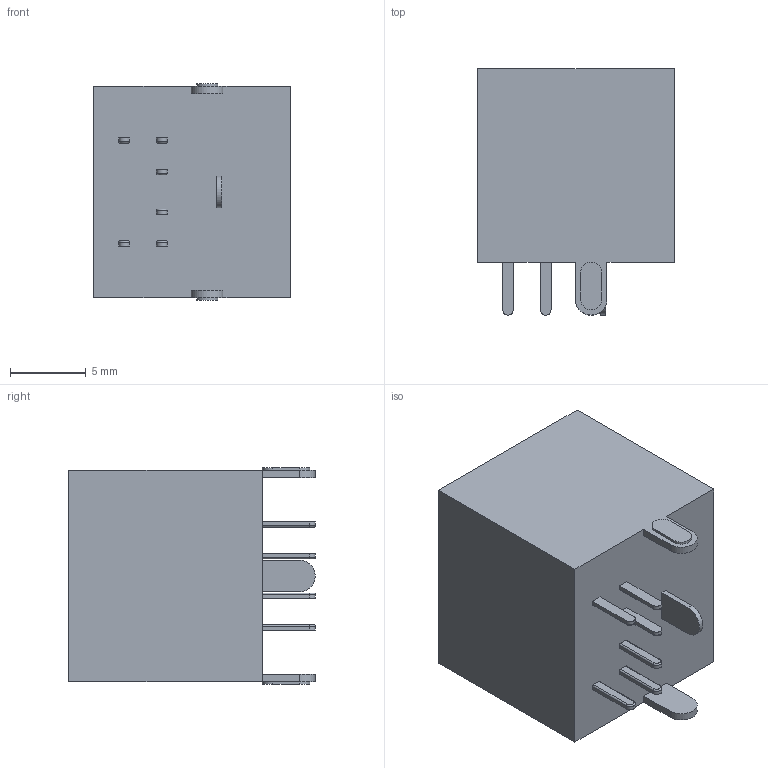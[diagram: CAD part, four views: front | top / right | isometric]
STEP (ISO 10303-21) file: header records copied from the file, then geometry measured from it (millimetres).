
FILE_DESCRIPTION (( 'STEP AP214' ), '1' );
FILE_NAME ('CUI_MD-60SM.step', '2017-08-15T23:23:28', ( '' ), ( '' ), 'SwSTEP 2.0', 'SolidWorks 2017', '' );
FILE_SCHEMA (( 'AUTOMOTIVE_DESIGN' ));
Length unit declared in the file: millimetre
Products named in the file (1): CUI_MD-60SM
Bounding box: 13 x 16.3 x 14.34 mm (x, y, z)
Volume: 2185.1 mm3; surface area: 1824.9 mm2
Topology: 1 solids, 1 shells, 154 faces, 375 edges, 242 vertices
Faces by surface type: plane 111, cylinder 37, torus 6
Entity records: 6118 total; most frequent: CARTESIAN_POINT 772, DIRECTION 765, ORIENTED_EDGE 750, EDGE_CURVE 375, VECTOR 295, LINE 295, VERTEX_POINT 242, AXIS2_PLACEMENT_3D 235
